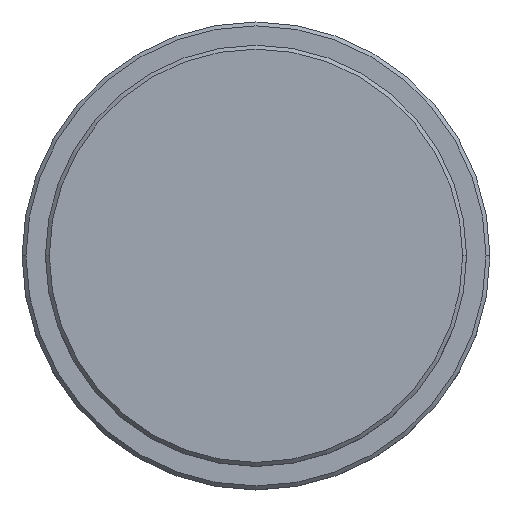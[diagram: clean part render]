
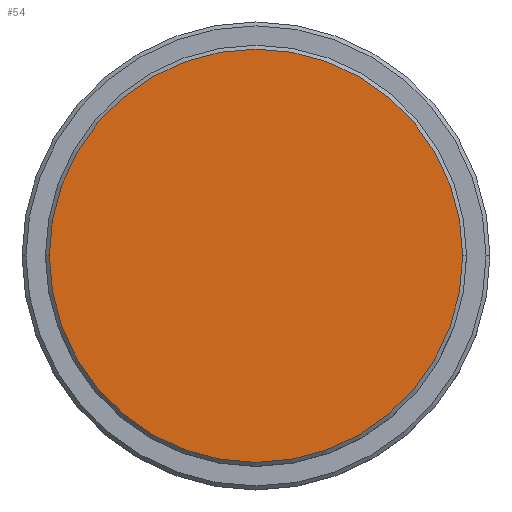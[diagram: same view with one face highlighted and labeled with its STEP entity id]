
A CAD part, top view. The second image highlights one B-rep face of the part: STEP entity #54.
In plain terms, the highlighted planar face has unit normal (0, 0, 1).
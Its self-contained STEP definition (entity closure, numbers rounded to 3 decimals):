
#54 = ADVANCED_FACE ( 'NONE', ( #1315 ), #661, .T. ) ;
#98 = AXIS2_PLACEMENT_3D ( 'NONE', #330, #1201, #784 ) ;
#125 = CARTESIAN_POINT ( 'NONE',  ( -26.5, 0., 0. ) ) ;
#131 = CARTESIAN_POINT ( 'NONE',  ( 26.5, 0., 0. ) ) ;
#221 = ORIENTED_EDGE ( 'NONE', *, *, #1342, .T. ) ;
#299 = DIRECTION ( 'NONE',  ( 0., 0., 1. ) ) ;
#323 = CIRCLE ( 'NONE', #388, 26.5 ) ;
#330 = CARTESIAN_POINT ( 'NONE',  ( 0., 0., 0. ) ) ;
#388 = AXIS2_PLACEMENT_3D ( 'NONE', #1370, #401, #627 ) ;
#401 = DIRECTION ( 'NONE',  ( 0., 0., 1. ) ) ;
#406 = DIRECTION ( 'NONE',  ( 1., 0., 0. ) ) ;
#541 = EDGE_LOOP ( 'NONE', ( #645, #221 ) ) ;
#627 = DIRECTION ( 'NONE',  ( 1., 0., 0. ) ) ;
#645 = ORIENTED_EDGE ( 'NONE', *, *, #914, .T. ) ;
#661 = PLANE ( 'NONE',  #98 ) ;
#784 = DIRECTION ( 'NONE',  ( 1., 0., 0. ) ) ;
#838 = CIRCLE ( 'NONE', #1147, 26.5 ) ;
#914 = EDGE_CURVE ( 'NONE', #1100, #1218, #323, .T. ) ;
#1028 = CARTESIAN_POINT ( 'NONE',  ( 0., 0., 0. ) ) ;
#1100 = VERTEX_POINT ( 'NONE', #125 ) ;
#1147 = AXIS2_PLACEMENT_3D ( 'NONE', #1028, #299, #406 ) ;
#1201 = DIRECTION ( 'NONE',  ( 0., 0., 1. ) ) ;
#1218 = VERTEX_POINT ( 'NONE', #131 ) ;
#1315 = FACE_OUTER_BOUND ( 'NONE', #541, .T. ) ;
#1342 = EDGE_CURVE ( 'NONE', #1218, #1100, #838, .T. ) ;
#1370 = CARTESIAN_POINT ( 'NONE',  ( 0., 0., 0. ) ) ;
